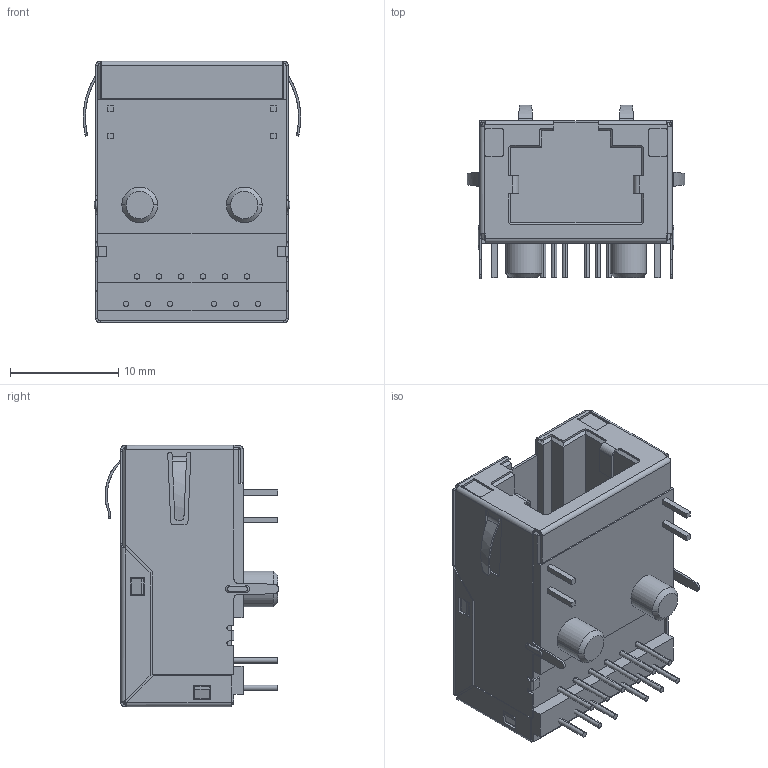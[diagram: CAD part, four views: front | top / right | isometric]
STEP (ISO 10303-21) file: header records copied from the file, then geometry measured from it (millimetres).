
FILE_DESCRIPTION (( 'STEP AP214' ), '1' );
FILE_NAME ('RJMG2012211A0FR.STEP', '2019-04-08T02:59:04', ( '' ), ( '' ), 'SwSTEP 2.0', 'SolidWorks 2017', '' );
FILE_SCHEMA (( 'AUTOMOTIVE_DESIGN' ));
Length unit declared in the file: millimetre
Products named in the file (1): RJMG2012211A0FR
Bounding box: 20.09 x 16.05 x 24.13 mm (x, y, z)
Volume: 3803.6 mm3; surface area: 4772.5 mm2
Topology: 26 solids, 26 shells, 525 faces, 1277 edges, 806 vertices
Faces by surface type: plane 335, cylinder 166, bspline 16, torus 4, cone 4
Entity records: 15692 total; most frequent: CARTESIAN_POINT 3167, ORIENTED_EDGE 2554, DIRECTION 2461, EDGE_CURVE 1277, LINE 897, VECTOR 897, VERTEX_POINT 806, AXIS2_PLACEMENT_3D 782
